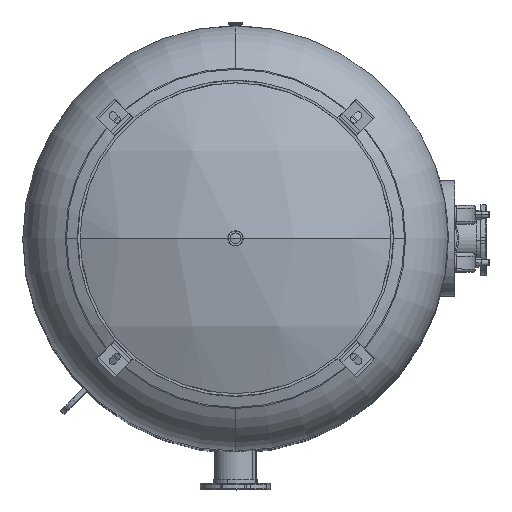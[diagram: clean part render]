
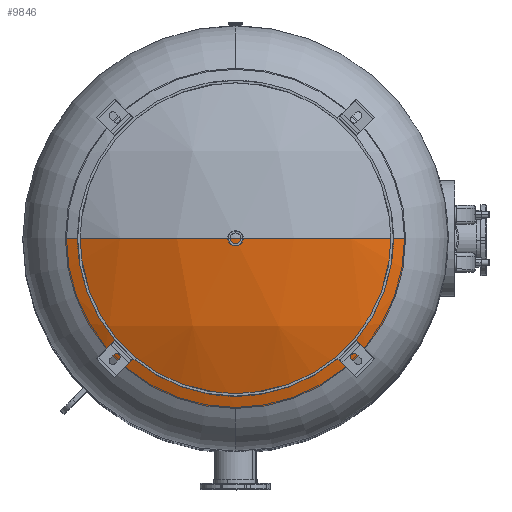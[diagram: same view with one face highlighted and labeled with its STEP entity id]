
A CAD part, top view. The second image highlights one B-rep face of the part: STEP entity #9846.
In plain terms, the highlighted spherical face has radius 1508.76 mm.
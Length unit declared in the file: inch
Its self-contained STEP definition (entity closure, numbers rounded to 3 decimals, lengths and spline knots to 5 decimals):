
#5 = CARTESIAN_POINT ( 'NONE',  ( 0., 0., 106.6239 ) ) ;
#268 = DIRECTION ( 'NONE',  ( 0., 1., 0. ) ) ;
#613 = AXIS2_PLACEMENT_3D ( 'NONE', #5, #1873, #268 ) ;
#807 = CARTESIAN_POINT ( 'NONE',  ( 0., 0., 53.413 ) ) ;
#1873 = DIRECTION ( 'NONE',  ( 0., 0., -1. ) ) ;
#1900 = CIRCLE ( 'NONE', #8330, 26.4 ) ;
#2264 = CIRCLE ( 'NONE', #613, 26.4 ) ;
#2537 = DIRECTION ( 'NONE',  ( 1., 0., 0. ) ) ;
#2972 = EDGE_CURVE ( 'NONE', #23611, #10821, #1900, .T. ) ;
#3141 = EDGE_CURVE ( 'NONE', #13615, #8186, #20367, .T. ) ;
#3302 = CIRCLE ( 'NONE', #20471, 59.4 ) ;
#4526 = CARTESIAN_POINT ( 'NONE',  ( 0., 0., 53.413 ) ) ;
#4576 = ORIENTED_EDGE ( 'NONE', *, *, #11869, .T. ) ;
#4946 = FACE_OUTER_BOUND ( 'NONE', #18929, .T. ) ;
#5433 = DIRECTION ( 'NONE',  ( 0., -1., 0. ) ) ;
#5607 = CARTESIAN_POINT ( 'NONE',  ( -26.4, 0., 106.6239 ) ) ;
#6808 = DIRECTION ( 'NONE',  ( 0., 1., 0. ) ) ;
#8186 = VERTEX_POINT ( 'NONE', #15676 ) ;
#8330 = AXIS2_PLACEMENT_3D ( 'NONE', #18695, #8447, #14370 ) ;
#8447 = DIRECTION ( 'NONE',  ( 0., 0., -1. ) ) ;
#9846 = ADVANCED_FACE ( 'NONE', ( #4946 ), #21072, .T. ) ;
#10726 = ORIENTED_EDGE ( 'NONE', *, *, #17967, .F. ) ;
#10821 = VERTEX_POINT ( 'NONE', #5607 ) ;
#11869 = EDGE_CURVE ( 'NONE', #13615, #10821, #3302, .T. ) ;
#12218 = CARTESIAN_POINT ( 'NONE',  ( 0., 0., 53.413 ) ) ;
#12930 = CARTESIAN_POINT ( 'NONE',  ( 0., -26.4, 106.6239 ) ) ;
#13615 = VERTEX_POINT ( 'NONE', #14389 ) ;
#14370 = DIRECTION ( 'NONE',  ( 0., 1., 0. ) ) ;
#14389 = CARTESIAN_POINT ( 'NONE',  ( 0., 0., 112.813 ) ) ;
#15463 = DIRECTION ( 'NONE',  ( 0., 0., 1. ) ) ;
#15676 = CARTESIAN_POINT ( 'NONE',  ( 26.4, 0., 106.6239 ) ) ;
#16075 = AXIS2_PLACEMENT_3D ( 'NONE', #4526, #5433, #2537 ) ;
#16397 = DIRECTION ( 'NONE',  ( 0., -1., 0. ) ) ;
#17967 = EDGE_CURVE ( 'NONE', #8186, #23611, #2264, .T. ) ;
#18695 = CARTESIAN_POINT ( 'NONE',  ( 0., 0., 106.6239 ) ) ;
#18929 = EDGE_LOOP ( 'NONE', ( #26266, #4576, #23018, #10726 ) ) ;
#20367 = CIRCLE ( 'NONE', #25081, 59.4 ) ;
#20471 = AXIS2_PLACEMENT_3D ( 'NONE', #12218, #16397, #24550 ) ;
#21072 = SPHERICAL_SURFACE ( 'NONE', #16075, 59.4 ) ;
#23018 = ORIENTED_EDGE ( 'NONE', *, *, #2972, .F. ) ;
#23611 = VERTEX_POINT ( 'NONE', #12930 ) ;
#24550 = DIRECTION ( 'NONE',  ( 0., 0., -1. ) ) ;
#25081 = AXIS2_PLACEMENT_3D ( 'NONE', #807, #6808, #15463 ) ;
#26266 = ORIENTED_EDGE ( 'NONE', *, *, #3141, .F. ) ;
